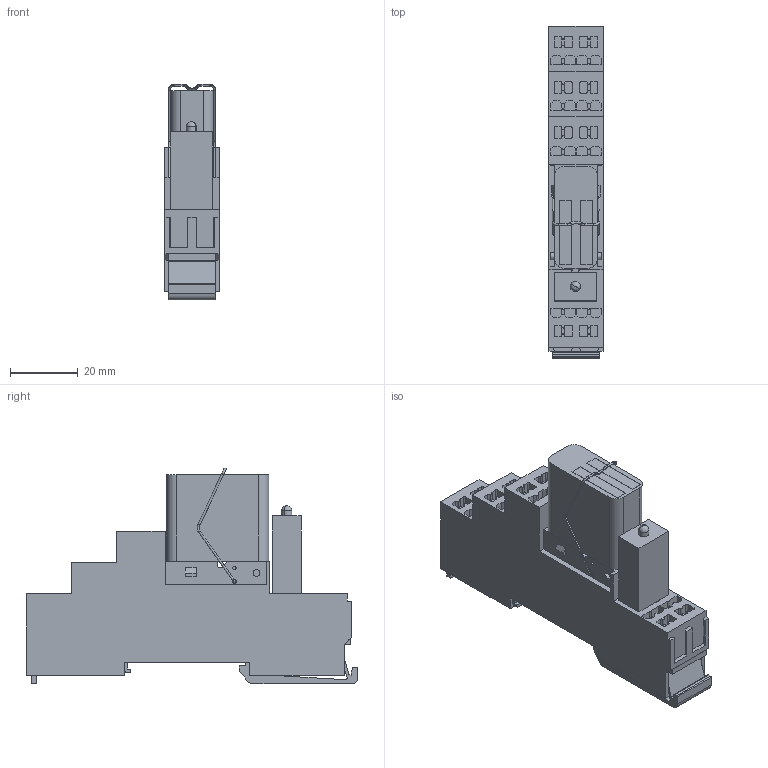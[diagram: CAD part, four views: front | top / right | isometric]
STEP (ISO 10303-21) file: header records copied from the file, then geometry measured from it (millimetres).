
FILE_DESCRIPTION(('CATIA V5R24 STEP','CAx-IF Rec.Pracs.--- Model Styling and Organization---1.2---2011-12-15'),'2;1');
FILE_NAME ('8208174_6', '2017-11-22T12:16:49+00:00', ('Weidmueller Interface'), ('Weidmueller'), 'CATIA Version 5-6 Release 2014 SP4', 'CATIA V5 STEP AP214', 'none');
FILE_SCHEMA(('AUTOMOTIVE_DESIGN { 1 0 10303 214 1 1 1 1 }'));
Length unit declared in the file: millimetre
Products named in the file (1): 1218390000
Bounding box: 16 x 98.1 x 63.84 mm (x, y, z)
Volume: 55301.9 mm3; surface area: 20159.7 mm2
Topology: 15 solids, 15 shells, 618 faces, 1548 edges, 995 vertices
Faces by surface type: plane 443, cylinder 155, torus 18, sphere 2
Entity records: 17090 total; most frequent: ORIENTED_EDGE 3092, CARTESIAN_POINT 2933, DIRECTION 2173, EDGE_CURVE 1538, VECTOR 1159, LINE 1159, VERTEX_POINT 987, AXIS2_PLACEMENT_3D 673
